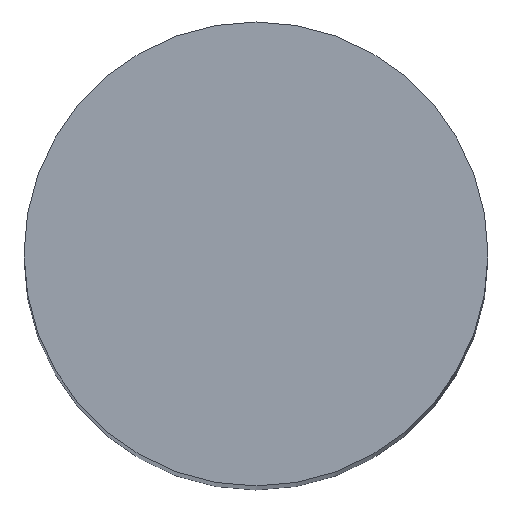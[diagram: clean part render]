
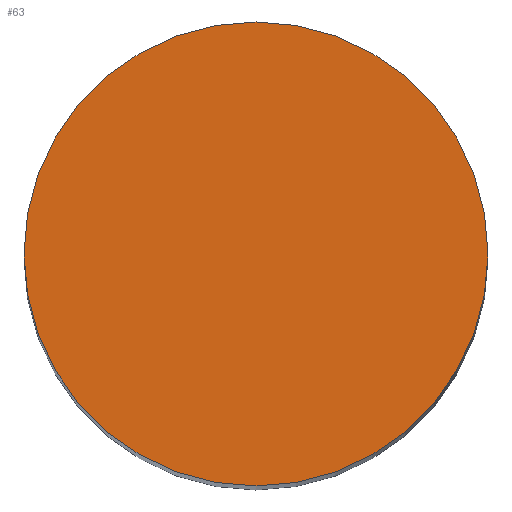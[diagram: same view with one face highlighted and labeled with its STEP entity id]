
A CAD part, top view. The second image highlights one B-rep face of the part: STEP entity #63.
In plain terms, the highlighted planar face has unit normal (0, 0, 1).
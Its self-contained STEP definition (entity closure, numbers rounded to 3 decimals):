
#1 = ORIENTED_EDGE ( 'NONE', *, *, #43, .T. ) ;
#6 = DIRECTION ( 'NONE',  ( 0., 0., 1. ) ) ;
#8 = DIRECTION ( 'NONE',  ( 0., 0., 1. ) ) ;
#13 = ORIENTED_EDGE ( 'NONE', *, *, #70, .T. ) ;
#17 = CARTESIAN_POINT ( 'NONE',  ( 8.333, 0., 66.667 ) ) ;
#21 = AXIS2_PLACEMENT_3D ( 'NONE', #29, #109, #104 ) ;
#24 = CIRCLE ( 'NONE', #21, 8.333 ) ;
#25 = DIRECTION ( 'NONE',  ( 1., 0., 0. ) ) ;
#29 = CARTESIAN_POINT ( 'NONE',  ( 0., 0., 66.667 ) ) ;
#33 = CARTESIAN_POINT ( 'NONE',  ( 0., 0., 66.667 ) ) ;
#43 = EDGE_CURVE ( 'NONE', #117, #53, #24, .T. ) ;
#53 = VERTEX_POINT ( 'NONE', #113 ) ;
#60 = CARTESIAN_POINT ( 'NONE',  ( 0., 0., 66.667 ) ) ;
#63 = ADVANCED_FACE ( 'NONE', ( #65 ), #97, .T. ) ;
#65 = FACE_OUTER_BOUND ( 'NONE', #90, .T. ) ;
#67 = AXIS2_PLACEMENT_3D ( 'NONE', #33, #8, #25 ) ;
#70 = EDGE_CURVE ( 'NONE', #53, #117, #105, .T. ) ;
#90 = EDGE_LOOP ( 'NONE', ( #13, #1 ) ) ;
#93 = AXIS2_PLACEMENT_3D ( 'NONE', #60, #6, #101 ) ;
#97 = PLANE ( 'NONE',  #93 ) ;
#101 = DIRECTION ( 'NONE',  ( 1., 0., 0. ) ) ;
#104 = DIRECTION ( 'NONE',  ( 1., 0., 0. ) ) ;
#105 = CIRCLE ( 'NONE', #67, 8.333 ) ;
#109 = DIRECTION ( 'NONE',  ( 0., 0., 1. ) ) ;
#113 = CARTESIAN_POINT ( 'NONE',  ( -8.333, 0., 66.667 ) ) ;
#117 = VERTEX_POINT ( 'NONE', #17 ) ;
